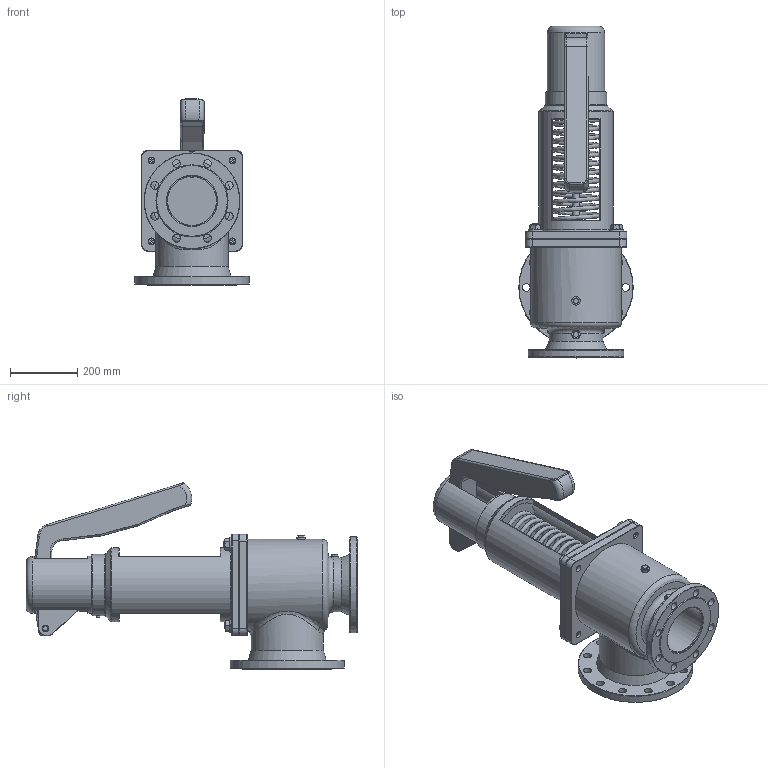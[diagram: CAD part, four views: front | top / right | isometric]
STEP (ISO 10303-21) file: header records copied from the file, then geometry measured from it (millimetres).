
FILE_DESCRIPTION(/* description */ (''),/* implementation_level */ '2;1');
FILE_NAME(/* name */ 'DN150-200_3D_STEP.stp',/* time_stamp */ '2023-12-21T14:20:54+03:00',/* author */ ('igorr'),/* organization */ (''),/* preprocessor_version */ 'ST-DEVELOPER v19.2',/* originating_system */ 'Autodesk Inventor 2023',/* authorisation */ '');
FILE_SCHEMA (('AUTOMOTIVE_DESIGN { 1 0 10303 214 3 1 1 }'));
Length unit declared in the file: millimetre
Products named in the file (9): Сборка; Деталь1; Деталь3; Деталь4; Деталь5; AS 1110 - M10 x 16; AS 1421 - M20 x 60 засверленный 
конец; DIN 6923 - M20; Деталь2
Assembly tree (15 placements, depth 2):
  Сборка
    Деталь1
    Деталь3
    Деталь4
    Деталь5
    AS 1110 - M10 x 16  x2
    AS 1421 - M20 x 60 засверленный 
конец  x4
    DIN 6923 - M20  x4
    Деталь2
Bounding box: 340 x 986 x 552.82 mm (x, y, z)
Volume: 24585667.5 mm3; surface area: 2504837.9 mm2
Topology: 16 solids, 16 shells, 534 faces, 1258 edges, 792 vertices
Faces by surface type: plane 245, cylinder 131, cone 79, torus 43, bspline 36
Full cylindrical faces by diameter (mm): 10 x4, 12 x2, 15 x2, 15.679 x1, 16 x2, 17.294 x4, 20 x16, 23 x20, 25 x2, 45 x1, 110 x1, 130 x1, 140 x1, 145.559 x1, 150 x4, 156 x2, 160 x2, 170 x1, 180 x3, 182 x1, 195 x1, 200 x1, 215 x1, 220 x1, 250 x1, 285 x1, 340 x1
Entity records: 19621 total; most frequent: CARTESIAN_POINT 9606, DIRECTION 1957, ORIENTED_EDGE 1878, EDGE_CURVE 939, AXIS2_PLACEMENT_3D 772, VERTEX_POINT 600, EDGE_LOOP 513, LINE 413
